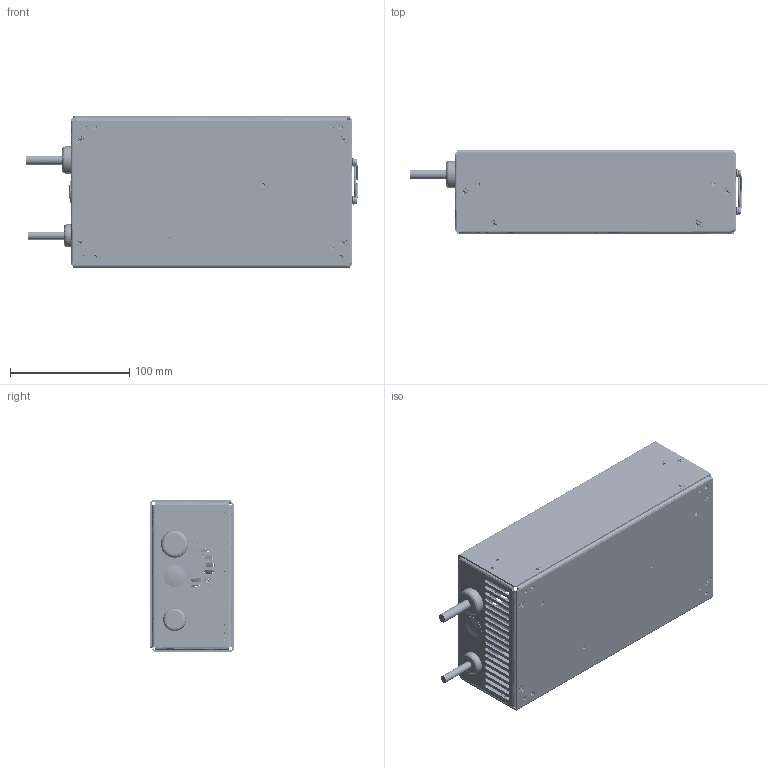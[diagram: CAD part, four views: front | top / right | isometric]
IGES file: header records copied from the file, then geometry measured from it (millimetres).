
Start section: SolidWorks IGES file using analytic representation for surfaces
Global section: file name: FC_CHASSIS.IGS; native system: SolidWorks 2014; preprocessor: SolidWorks 2014; author: Alan Lee; date: 150402.133507; units: millimetre
Bounding box: 278.72 x 70.1 x 127.23 mm (x, y, z)
Surface area: 262218.9 mm2 (no closed solid volume)
Topology: 0 solids, 0 shells, 2422 faces, 30843 edges, 30814 vertices
Faces by surface type: revolution 1629, bspline 793
